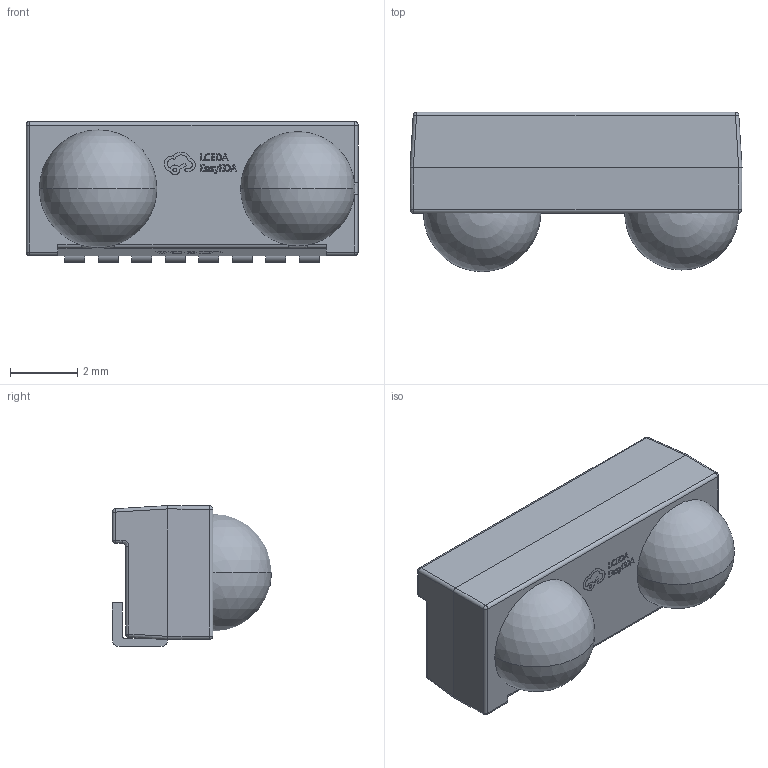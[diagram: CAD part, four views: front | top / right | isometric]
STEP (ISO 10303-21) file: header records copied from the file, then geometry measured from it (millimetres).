
FILE_DESCRIPTION (( 'STEP AP214' ), '1' );
FILE_NAME ('WIRELM-SMD_L9.9-W4.7-H4.0-TFDU4101-TR3.step', '2022-07-15T13:57:00', ( '' ), ( '' ), 'SwSTEP 2.0', 'SolidWorks 2020', '' );
FILE_SCHEMA (( 'AUTOMOTIVE_DESIGN' ));
Length unit declared in the file: millimetre
Products named in the file (1): WIRELM-SMD_L9.9-W4.7-H4.0-TFDU4101-TR3
Bounding box: 9.9 x 4.75 x 4.2 mm (x, y, z)
Volume: 128.9 mm3; surface area: 205.4 mm2
Topology: 14 solids, 14 shells, 381 faces, 1052 edges, 692 vertices
Faces by surface type: plane 213, bspline 103, cylinder 51, sphere 14
Entity records: 17065 total; most frequent: CARTESIAN_POINT 3754, ORIENTED_EDGE 2068, DIRECTION 1466, EDGE_CURVE 1034, LINE 696, VECTOR 696, VERTEX_POINT 688, EDGE_LOOP 400
